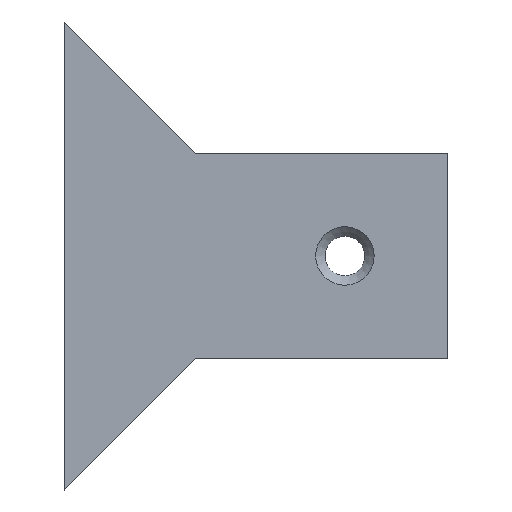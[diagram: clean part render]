
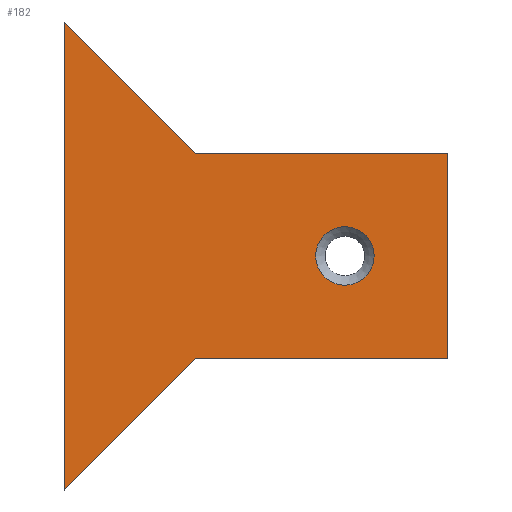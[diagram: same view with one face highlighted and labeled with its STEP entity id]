
A CAD part, top view. The second image highlights one B-rep face of the part: STEP entity #182.
In plain terms, the highlighted planar face has unit normal (0, 0, 1).
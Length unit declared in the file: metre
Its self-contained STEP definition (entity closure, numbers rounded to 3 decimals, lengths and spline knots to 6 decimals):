
#23=CIRCLE('',#208,0.003125);
#51=ORIENTED_EDGE('',*,*,#87,.T.);
#52=ORIENTED_EDGE('',*,*,#69,.F.);
#53=ORIENTED_EDGE('',*,*,#73,.T.);
#54=ORIENTED_EDGE('',*,*,#76,.T.);
#55=ORIENTED_EDGE('',*,*,#79,.F.);
#56=ORIENTED_EDGE('',*,*,#82,.F.);
#57=ORIENTED_EDGE('',*,*,#86,.F.);
#69=EDGE_CURVE('',#90,#91,#105,.T.);
#73=EDGE_CURVE('',#90,#93,#109,.T.);
#76=EDGE_CURVE('',#93,#95,#112,.T.);
#79=EDGE_CURVE('',#97,#95,#115,.T.);
#82=EDGE_CURVE('',#99,#97,#118,.T.);
#86=EDGE_CURVE('',#91,#99,#120,.T.);
#87=EDGE_CURVE('',#102,#102,#23,.F.);
#90=VERTEX_POINT('',#263);
#91=VERTEX_POINT('',#265);
#93=VERTEX_POINT('',#271);
#95=VERTEX_POINT('',#277);
#97=VERTEX_POINT('',#283);
#99=VERTEX_POINT('',#289);
#102=VERTEX_POINT('',#301);
#105=LINE('',#264,#123);
#109=LINE('',#272,#127);
#112=LINE('',#278,#130);
#115=LINE('',#284,#133);
#118=LINE('',#290,#136);
#120=LINE('',#298,#138);
#123=VECTOR('',#217,1.);
#127=VECTOR('',#223,1.);
#130=VECTOR('',#228,1.);
#133=VECTOR('',#233,1.);
#136=VECTOR('',#238,1.);
#138=VECTOR('',#248,1.);
#147=EDGE_LOOP('',(#51));
#148=EDGE_LOOP('',(#52,#53,#54,#55,#56,#57));
#161=FACE_BOUND('',#147,.T.);
#162=FACE_BOUND('',#148,.T.);
#173=PLANE('',#207);
#182=ADVANCED_FACE('',(#161,#162),#173,.T.);
#207=AXIS2_PLACEMENT_3D('',#299,#249,#250);
#208=AXIS2_PLACEMENT_3D('',#300,#251,#252);
#217=DIRECTION('',(0.,1.,0.));
#223=DIRECTION('',(0.707,0.707,0.));
#228=DIRECTION('',(1.,0.,0.));
#233=DIRECTION('',(0.,-1.,0.));
#238=DIRECTION('',(1.,0.,0.));
#248=DIRECTION('',(0.707,-0.707,0.));
#249=DIRECTION('',(0.,0.,1.));
#250=DIRECTION('',(1.,0.,0.));
#251=DIRECTION('',(0.,0.,1.));
#252=DIRECTION('',(1.,0.,0.));
#263=CARTESIAN_POINT('',(-0.03,-0.025,0.003));
#264=CARTESIAN_POINT('',(-0.03,0.,0.003));
#265=CARTESIAN_POINT('',(-0.03,0.025,0.003));
#271=CARTESIAN_POINT('',(-0.016,-0.011,0.003));
#272=CARTESIAN_POINT('',(-0.023,-0.018,0.003));
#277=CARTESIAN_POINT('',(0.011,-0.011,0.003));
#278=CARTESIAN_POINT('',(-0.0025,-0.011,0.003));
#283=CARTESIAN_POINT('',(0.011,0.011,0.003));
#284=CARTESIAN_POINT('',(0.011,0.,0.003));
#289=CARTESIAN_POINT('',(-0.016,0.011,0.003));
#290=CARTESIAN_POINT('',(-0.0025,0.011,0.003));
#298=CARTESIAN_POINT('',(-0.023,0.018,0.003));
#299=CARTESIAN_POINT('',(0.,0.,0.003));
#300=CARTESIAN_POINT('',(0.,0.,0.003));
#301=CARTESIAN_POINT('',(0.003125,0.,0.003));
